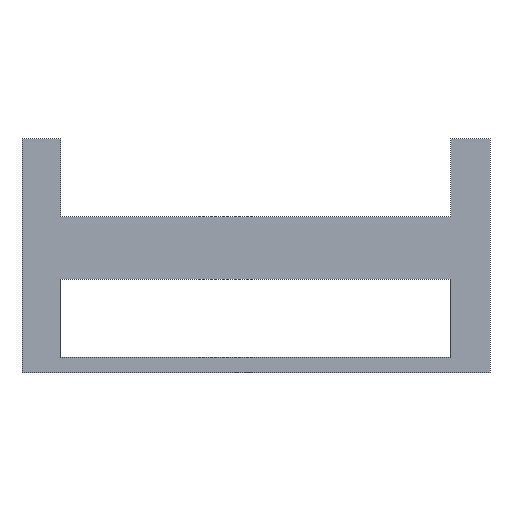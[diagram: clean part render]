
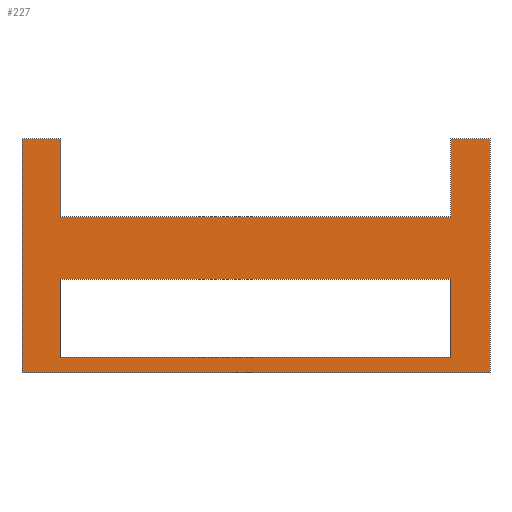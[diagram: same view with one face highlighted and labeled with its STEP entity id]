
A CAD part, front view. The second image highlights one B-rep face of the part: STEP entity #227.
In plain terms, the highlighted planar face has unit normal (0, -1, 0).
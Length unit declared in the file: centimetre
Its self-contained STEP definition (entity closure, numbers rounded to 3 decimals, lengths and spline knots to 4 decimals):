
#2 = DIRECTION ( 'NONE',  ( 0., 0., 1. ) ) ;
#6 = ORIENTED_EDGE ( 'NONE', *, *, #205, .T. ) ;
#7 = CARTESIAN_POINT ( 'NONE',  ( 25., 0., 0. ) ) ;
#9 = VERTEX_POINT ( 'NONE', #83 ) ;
#11 = EDGE_CURVE ( 'NONE', #453, #155, #271, .T. ) ;
#15 = LINE ( 'NONE', #369, #446 ) ;
#18 = ORIENTED_EDGE ( 'NONE', *, *, #229, .F. ) ;
#24 = CARTESIAN_POINT ( 'NONE',  ( 275., 0., -90. ) ) ;
#30 = LINE ( 'NONE', #396, #393 ) ;
#37 = CARTESIAN_POINT ( 'NONE',  ( 300., 0., 0. ) ) ;
#42 = ORIENTED_EDGE ( 'NONE', *, *, #466, .F. ) ;
#44 = DIRECTION ( 'NONE',  ( 1., 0., 0. ) ) ;
#47 = DIRECTION ( 'NONE',  ( -1., 0., 0. ) ) ;
#57 = VERTEX_POINT ( 'NONE', #442 ) ;
#58 = VECTOR ( 'NONE', #465, 100. ) ;
#79 = CARTESIAN_POINT ( 'NONE',  ( 300., 0., 0. ) ) ;
#82 = DIRECTION ( 'NONE',  ( -1., 0., 0. ) ) ;
#83 = CARTESIAN_POINT ( 'NONE',  ( 0., 0., -150. ) ) ;
#89 = LINE ( 'NONE', #314, #166 ) ;
#92 = DIRECTION ( 'NONE',  ( 0., 0., 1. ) ) ;
#100 = FACE_BOUND ( 'NONE', #147, .T. ) ;
#106 = LINE ( 'NONE', #146, #297 ) ;
#110 = DIRECTION ( 'NONE',  ( 0., 0., -1. ) ) ;
#133 = CARTESIAN_POINT ( 'NONE',  ( 25., 0., -140. ) ) ;
#135 = CARTESIAN_POINT ( 'NONE',  ( 275., 0., 0. ) ) ;
#139 = EDGE_CURVE ( 'NONE', #344, #57, #263, .T. ) ;
#143 = LINE ( 'NONE', #285, #307 ) ;
#146 = CARTESIAN_POINT ( 'NONE',  ( 275., 0., -90. ) ) ;
#147 = EDGE_LOOP ( 'NONE', ( #381, #6, #190, #323 ) ) ;
#155 = VERTEX_POINT ( 'NONE', #37 ) ;
#157 = VERTEX_POINT ( 'NONE', #366 ) ;
#161 = VERTEX_POINT ( 'NONE', #246 ) ;
#166 = VECTOR ( 'NONE', #92, 100. ) ;
#177 = DIRECTION ( 'NONE',  ( 1., 0., 0. ) ) ;
#183 = CARTESIAN_POINT ( 'NONE',  ( 0., 0., -150. ) ) ;
#184 = ORIENTED_EDGE ( 'NONE', *, *, #187, .F. ) ;
#187 = EDGE_CURVE ( 'NONE', #357, #453, #277, .T. ) ;
#188 = EDGE_LOOP ( 'NONE', ( #462, #42, #264, #377, #191, #184, #18, #380 ) ) ;
#190 = ORIENTED_EDGE ( 'NONE', *, *, #279, .T. ) ;
#191 = ORIENTED_EDGE ( 'NONE', *, *, #11, .F. ) ;
#196 = LINE ( 'NONE', #183, #400 ) ;
#205 = EDGE_CURVE ( 'NONE', #390, #405, #106, .T. ) ;
#206 = PLANE ( 'NONE',  #294 ) ;
#217 = CARTESIAN_POINT ( 'NONE',  ( 0., 0., 0. ) ) ;
#223 = VECTOR ( 'NONE', #330, 100. ) ;
#227 = ADVANCED_FACE ( 'NONE', ( #100, #375 ), #206, .F. ) ;
#229 = EDGE_CURVE ( 'NONE', #161, #357, #30, .T. ) ;
#230 = VECTOR ( 'NONE', #47, 100. ) ;
#237 = EDGE_CURVE ( 'NONE', #464, #157, #143, .T. ) ;
#238 = EDGE_CURVE ( 'NONE', #157, #161, #353, .T. ) ;
#239 = VECTOR ( 'NONE', #364, 100. ) ;
#242 = CARTESIAN_POINT ( 'NONE',  ( 275., 0., -50. ) ) ;
#244 = CARTESIAN_POINT ( 'NONE',  ( 275., 0., -140. ) ) ;
#246 = CARTESIAN_POINT ( 'NONE',  ( 25., 0., -50. ) ) ;
#249 = EDGE_CURVE ( 'NONE', #57, #390, #15, .T. ) ;
#261 = EDGE_CURVE ( 'NONE', #438, #9, #196, .T. ) ;
#263 = LINE ( 'NONE', #468, #239 ) ;
#264 = ORIENTED_EDGE ( 'NONE', *, *, #261, .F. ) ;
#271 = LINE ( 'NONE', #79, #223 ) ;
#277 = LINE ( 'NONE', #434, #421 ) ;
#279 = EDGE_CURVE ( 'NONE', #405, #344, #376, .T. ) ;
#285 = CARTESIAN_POINT ( 'NONE',  ( 0., 0., 0. ) ) ;
#290 = DIRECTION ( 'NONE',  ( 1., 0., 0. ) ) ;
#294 = AXIS2_PLACEMENT_3D ( 'NONE', #217, #441, #2 ) ;
#297 = VECTOR ( 'NONE', #402, 100. ) ;
#301 = LINE ( 'NONE', #358, #58 ) ;
#307 = VECTOR ( 'NONE', #177, 100. ) ;
#314 = CARTESIAN_POINT ( 'NONE',  ( 0., 0., 0. ) ) ;
#323 = ORIENTED_EDGE ( 'NONE', *, *, #139, .T. ) ;
#330 = DIRECTION ( 'NONE',  ( 1., 0., 0. ) ) ;
#344 = VERTEX_POINT ( 'NONE', #133 ) ;
#347 = EDGE_CURVE ( 'NONE', #155, #438, #301, .T. ) ;
#352 = CARTESIAN_POINT ( 'NONE',  ( 300., 0., -150. ) ) ;
#353 = LINE ( 'NONE', #7, #409 ) ;
#357 = VERTEX_POINT ( 'NONE', #242 ) ;
#358 = CARTESIAN_POINT ( 'NONE',  ( 300., 0., -150. ) ) ;
#364 = DIRECTION ( 'NONE',  ( 0., 0., 1. ) ) ;
#366 = CARTESIAN_POINT ( 'NONE',  ( 25., 0., 0. ) ) ;
#369 = CARTESIAN_POINT ( 'NONE',  ( 25., 0., -90. ) ) ;
#375 = FACE_OUTER_BOUND ( 'NONE', #188, .T. ) ;
#376 = LINE ( 'NONE', #412, #230 ) ;
#377 = ORIENTED_EDGE ( 'NONE', *, *, #347, .F. ) ;
#380 = ORIENTED_EDGE ( 'NONE', *, *, #238, .F. ) ;
#381 = ORIENTED_EDGE ( 'NONE', *, *, #249, .T. ) ;
#390 = VERTEX_POINT ( 'NONE', #24 ) ;
#393 = VECTOR ( 'NONE', #290, 100. ) ;
#396 = CARTESIAN_POINT ( 'NONE',  ( 25., 0., -50. ) ) ;
#398 = DIRECTION ( 'NONE',  ( 0., 0., 1. ) ) ;
#400 = VECTOR ( 'NONE', #82, 100. ) ;
#402 = DIRECTION ( 'NONE',  ( 0., 0., -1. ) ) ;
#405 = VERTEX_POINT ( 'NONE', #244 ) ;
#409 = VECTOR ( 'NONE', #110, 100. ) ;
#412 = CARTESIAN_POINT ( 'NONE',  ( 275., 0., -140. ) ) ;
#421 = VECTOR ( 'NONE', #398, 100. ) ;
#430 = CARTESIAN_POINT ( 'NONE',  ( 0., 0., 0. ) ) ;
#434 = CARTESIAN_POINT ( 'NONE',  ( 275., 0., 0. ) ) ;
#438 = VERTEX_POINT ( 'NONE', #352 ) ;
#441 = DIRECTION ( 'NONE',  ( 0., 1., 0. ) ) ;
#442 = CARTESIAN_POINT ( 'NONE',  ( 25., 0., -90. ) ) ;
#446 = VECTOR ( 'NONE', #44, 100. ) ;
#453 = VERTEX_POINT ( 'NONE', #135 ) ;
#462 = ORIENTED_EDGE ( 'NONE', *, *, #237, .F. ) ;
#464 = VERTEX_POINT ( 'NONE', #430 ) ;
#465 = DIRECTION ( 'NONE',  ( 0., 0., -1. ) ) ;
#466 = EDGE_CURVE ( 'NONE', #9, #464, #89, .T. ) ;
#468 = CARTESIAN_POINT ( 'NONE',  ( 25., 0., -140. ) ) ;
